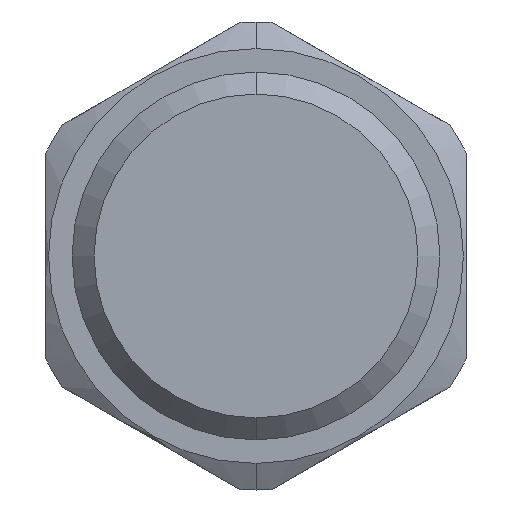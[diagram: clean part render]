
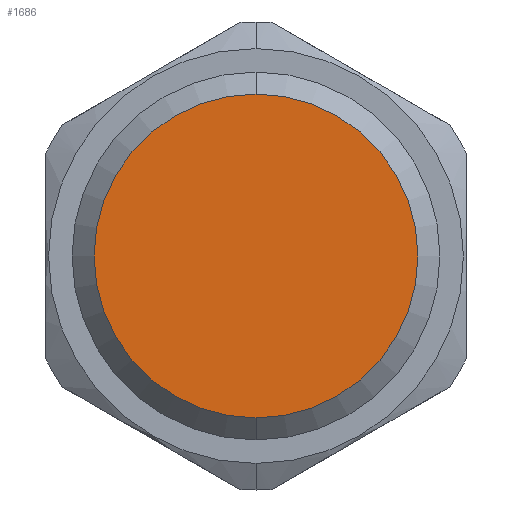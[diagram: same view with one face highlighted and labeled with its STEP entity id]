
A CAD part, left-side view. The second image highlights one B-rep face of the part: STEP entity #1686.
In plain terms, the highlighted planar face has unit normal (-1, 0, 0).
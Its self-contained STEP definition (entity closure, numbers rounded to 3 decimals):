
#429 = VERTEX_POINT ( 'NONE', #5436 ) ;
#1160 = DIRECTION ( 'NONE',  ( 0., 0., -1. ) ) ;
#1169 = DIRECTION ( 'NONE',  ( 1., 0., 0. ) ) ;
#1174 = CARTESIAN_POINT ( 'NONE',  ( 48.412, 0., 0. ) ) ;
#1686 = ADVANCED_FACE ( 'NONE', ( #5651 ), #4625, .T. ) ;
#1938 = DIRECTION ( 'NONE',  ( 0., 0., -1. ) ) ;
#1955 = CARTESIAN_POINT ( 'NONE',  ( 48.412, 0., 0. ) ) ;
#2008 = DIRECTION ( 'NONE',  ( 1., 0., 0. ) ) ;
#2055 = ORIENTED_EDGE ( 'NONE', *, *, #2647, .F. ) ;
#2182 = ORIENTED_EDGE ( 'NONE', *, *, #2463, .F. ) ;
#2463 = EDGE_CURVE ( 'NONE', #429, #6514, #6136, .T. ) ;
#2647 = EDGE_CURVE ( 'NONE', #6514, #429, #5798, .T. ) ;
#3057 = AXIS2_PLACEMENT_3D ( 'NONE', #4622, #4628, #4626 ) ;
#4622 = CARTESIAN_POINT ( 'NONE',  ( 48.412, 0., 0. ) ) ;
#4625 = PLANE ( 'NONE',  #3057 ) ;
#4626 = DIRECTION ( 'NONE',  ( 0., 0., 1. ) ) ;
#4628 = DIRECTION ( 'NONE',  ( -1., 0., 0. ) ) ;
#5436 = CARTESIAN_POINT ( 'NONE',  ( 48.412, 0., 11. ) ) ;
#5651 = FACE_OUTER_BOUND ( 'NONE', #7338, .T. ) ;
#5798 = CIRCLE ( 'NONE', #6025, 11. ) ;
#6025 = AXIS2_PLACEMENT_3D ( 'NONE', #1174, #1169, #1160 ) ;
#6033 = AXIS2_PLACEMENT_3D ( 'NONE', #1955, #2008, #1938 ) ;
#6136 = CIRCLE ( 'NONE', #6033, 11. ) ;
#6514 = VERTEX_POINT ( 'NONE', #11100 ) ;
#7338 = EDGE_LOOP ( 'NONE', ( #2055, #2182 ) ) ;
#11100 = CARTESIAN_POINT ( 'NONE',  ( 48.412, 0., -11. ) ) ;
